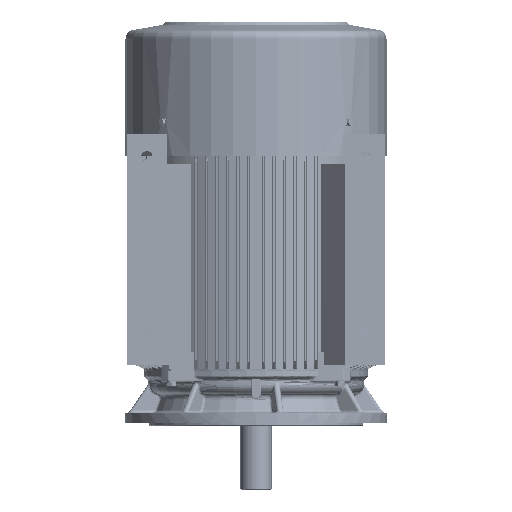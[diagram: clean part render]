
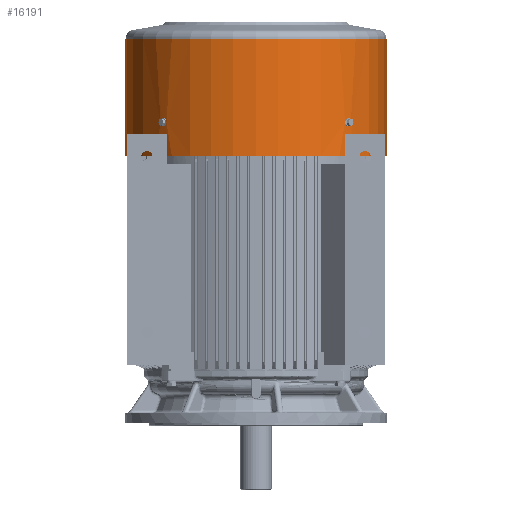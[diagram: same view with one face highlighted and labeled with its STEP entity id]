
A CAD part, left-side view. The second image highlights one B-rep face of the part: STEP entity #16191.
In plain terms, the highlighted cylindrical face has radius 273.5 mm (diameter 547 mm), a partial arc.
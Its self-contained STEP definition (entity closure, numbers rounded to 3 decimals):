
#3217=B_SPLINE_CURVE_WITH_KNOTS('',3,(#342614,#342615,#342616,#342617,#342618,
#342619),.UNSPECIFIED.,.F.,.F.,(4,2,4),(0.,0.5,1.),.UNSPECIFIED.);
#3221=B_SPLINE_CURVE_WITH_KNOTS('',3,(#342652,#342653,#342654,#342655,#342656,
#342657),.UNSPECIFIED.,.F.,.F.,(4,2,4),(0.,0.5,1.),.UNSPECIFIED.);
#3315=B_SPLINE_CURVE_WITH_KNOTS('',3,(#343782,#343783,#343784,#343785,#343786,
#343787,#343788,#343789,#343790,#343791),.UNSPECIFIED.,.F.,.F.,(4,2,2,2,
4),(0.,0.25,0.5,0.75,1.),.UNSPECIFIED.);
#3316=B_SPLINE_CURVE_WITH_KNOTS('',3,(#343795,#343796,#343797,#343798,#343799,
#343800),.UNSPECIFIED.,.F.,.F.,(4,2,4),(0.,0.5,1.),.UNSPECIFIED.);
#3317=B_SPLINE_CURVE_WITH_KNOTS('',3,(#343803,#343804,#343805,#343806,#343807,
#343808,#343809,#343810,#343811,#343812),.UNSPECIFIED.,.F.,.F.,(4,2,2,2,
4),(0.,0.25,0.5,0.75,1.),.UNSPECIFIED.);
#3318=B_SPLINE_CURVE_WITH_KNOTS('',3,(#343816,#343817,#343818,#343819,#343820,
#343821),.UNSPECIFIED.,.F.,.F.,(4,2,4),(0.,0.5,1.),.UNSPECIFIED.);
#10770=FACE_BOUND('',#41963,.T.);
#10771=FACE_BOUND('',#41964,.T.);
#10772=FACE_BOUND('',#41965,.T.);
#16191=ADVANCED_FACE('',(#10770,#10771,#10772),#24103,.T.);
#24103=CYLINDRICAL_SURFACE('',#207662,273.5);
#41963=EDGE_LOOP('',(#101491,#101492,#101493,#101494,#101495));
#41964=EDGE_LOOP('',(#101496,#101497,#101498,#101499,#101500));
#41965=EDGE_LOOP('',(#101501,#101502,#101503,#101504));
#53426=LINE('',#343822,#69937);
#53427=LINE('',#343826,#69938);
#69937=VECTOR('',#237346,1.);
#69938=VECTOR('',#237349,1.);
#101491=ORIENTED_EDGE('',*,*,#170628,.F.);
#101492=ORIENTED_EDGE('',*,*,#170825,.F.);
#101493=ORIENTED_EDGE('',*,*,#170826,.F.);
#101494=ORIENTED_EDGE('',*,*,#170827,.F.);
#101495=ORIENTED_EDGE('',*,*,#170828,.F.);
#101496=ORIENTED_EDGE('',*,*,#170829,.T.);
#101497=ORIENTED_EDGE('',*,*,#170830,.T.);
#101498=ORIENTED_EDGE('',*,*,#170831,.T.);
#101499=ORIENTED_EDGE('',*,*,#170832,.T.);
#101500=ORIENTED_EDGE('',*,*,#170636,.T.);
#101501=ORIENTED_EDGE('',*,*,#170686,.T.);
#101502=ORIENTED_EDGE('',*,*,#170833,.T.);
#101503=ORIENTED_EDGE('',*,*,#170834,.F.);
#101504=ORIENTED_EDGE('',*,*,#170835,.F.);
#148023=VERTEX_POINT('',#342620);
#148024=VERTEX_POINT('',#342621);
#148031=VERTEX_POINT('',#342658);
#148032=VERTEX_POINT('',#342659);
#148065=VERTEX_POINT('',#342759);
#148066=VERTEX_POINT('',#342761);
#148199=VERTEX_POINT('',#343781);
#148200=VERTEX_POINT('',#343792);
#148201=VERTEX_POINT('',#343794);
#148202=VERTEX_POINT('',#343802);
#148203=VERTEX_POINT('',#343813);
#148204=VERTEX_POINT('',#343815);
#148205=VERTEX_POINT('',#343823);
#148206=VERTEX_POINT('',#343825);
#170628=EDGE_CURVE('',#148023,#148024,#3217,.T.);
#170636=EDGE_CURVE('',#148031,#148032,#3221,.T.);
#170686=EDGE_CURVE('',#148066,#148065,#194313,.T.);
#170825=EDGE_CURVE('',#148199,#148023,#194358,.T.);
#170826=EDGE_CURVE('',#148200,#148199,#3315,.T.);
#170827=EDGE_CURVE('',#148201,#148200,#194359,.T.);
#170828=EDGE_CURVE('',#148024,#148201,#3316,.T.);
#170829=EDGE_CURVE('',#148032,#148202,#194360,.T.);
#170830=EDGE_CURVE('',#148202,#148203,#3317,.T.);
#170831=EDGE_CURVE('',#148203,#148204,#194361,.T.);
#170832=EDGE_CURVE('',#148204,#148031,#3318,.T.);
#170833=EDGE_CURVE('',#148065,#148205,#53426,.T.);
#170834=EDGE_CURVE('',#148206,#148205,#194362,.T.);
#170835=EDGE_CURVE('',#148066,#148206,#53427,.T.);
#194313=CIRCLE('',#207608,273.5);
#194358=CIRCLE('',#207657,273.5);
#194359=CIRCLE('',#207658,273.5);
#194360=CIRCLE('',#207659,273.5);
#194361=CIRCLE('',#207660,273.5);
#194362=CIRCLE('',#207661,273.5);
#207608=AXIS2_PLACEMENT_3D('',#342760,#237238,#237239);
#207657=AXIS2_PLACEMENT_3D('',#343780,#237338,#237339);
#207658=AXIS2_PLACEMENT_3D('',#343793,#237340,#237341);
#207659=AXIS2_PLACEMENT_3D('',#343801,#237342,#237343);
#207660=AXIS2_PLACEMENT_3D('',#343814,#237344,#237345);
#207661=AXIS2_PLACEMENT_3D('',#343824,#237347,#237348);
#207662=AXIS2_PLACEMENT_3D('',#343827,#237350,#237351);
#237238=DIRECTION('',(0.,0.,-1.));
#237239=DIRECTION('',(-0.003,-1.,0.));
#237338=DIRECTION('',(0.,0.,1.));
#237339=DIRECTION('',(0.003,1.,0.));
#237340=DIRECTION('',(0.,0.,-1.));
#237341=DIRECTION('',(-0.003,-1.,0.));
#237342=DIRECTION('',(0.,0.,-1.));
#237343=DIRECTION('',(-0.003,-1.,0.));
#237344=DIRECTION('',(0.,0.,1.));
#237345=DIRECTION('',(0.003,1.,0.));
#237346=DIRECTION('',(0.,0.,-1.));
#237347=DIRECTION('',(0.,0.,-1.));
#237348=DIRECTION('',(-0.003,-1.,0.));
#237349=DIRECTION('',(0.,0.,-1.));
#237350=DIRECTION('',(0.,0.,-1.));
#237351=DIRECTION('',(0.003,1.,0.));
#342614=CARTESIAN_POINT('',(9.092,494.087,676.844));
#342615=CARTESIAN_POINT('',(8.169,493.143,676.844));
#342616=CARTESIAN_POINT('',(7.274,492.212,677.386));
#342617=CARTESIAN_POINT('',(6.001,490.875,679.229));
#342618=CARTESIAN_POINT('',(5.629,490.479,680.524));
#342619=CARTESIAN_POINT('',(5.629,490.479,681.844));
#342620=CARTESIAN_POINT('',(9.092,494.087,676.844));
#342621=CARTESIAN_POINT('',(5.629,490.479,681.844));
#342652=CARTESIAN_POINT('',(17.098,103.861,681.844));
#342653=CARTESIAN_POINT('',(17.098,103.861,680.524));
#342654=CARTESIAN_POINT('',(16.703,104.232,679.232));
#342655=CARTESIAN_POINT('',(15.367,105.504,677.388));
#342656=CARTESIAN_POINT('',(14.434,106.401,676.844));
#342657=CARTESIAN_POINT('',(13.489,107.325,676.844));
#342658=CARTESIAN_POINT('',(17.098,103.861,681.844));
#342659=CARTESIAN_POINT('',(13.489,107.325,676.844));
#342759=CARTESIAN_POINT('',(205.563,576.403,858.058));
#342760=CARTESIAN_POINT('',(204.672,302.904,858.058));
#342761=CARTESIAN_POINT('',(203.781,29.406,858.058));
#343780=CARTESIAN_POINT('',(204.672,302.904,676.844));
#343781=CARTESIAN_POINT('',(14.768,499.726,676.844));
#343782=CARTESIAN_POINT('',(14.768,499.726,686.844));
#343783=CARTESIAN_POINT('',(15.718,500.643,686.844));
#343784=CARTESIAN_POINT('',(16.656,501.532,686.303));
#343785=CARTESIAN_POINT('',(18.,502.797,684.458));
#343786=CARTESIAN_POINT('',(18.398,503.165,683.152));
#343787=CARTESIAN_POINT('',(18.399,503.166,680.544));
#343788=CARTESIAN_POINT('',(18.01,502.805,679.245));
#343789=CARTESIAN_POINT('',(16.65,501.527,677.378));
#343790=CARTESIAN_POINT('',(15.718,500.643,676.844));
#343791=CARTESIAN_POINT('',(14.768,499.726,676.844));
#343792=CARTESIAN_POINT('',(14.768,499.726,686.844));
#343793=CARTESIAN_POINT('',(204.672,302.904,686.844));
#343794=CARTESIAN_POINT('',(9.092,494.087,686.844));
#343795=CARTESIAN_POINT('',(5.629,490.479,681.844));
#343796=CARTESIAN_POINT('',(5.629,490.479,683.165));
#343797=CARTESIAN_POINT('',(6.,490.874,684.457));
#343798=CARTESIAN_POINT('',(7.272,492.209,686.301));
#343799=CARTESIAN_POINT('',(8.169,493.143,686.844));
#343800=CARTESIAN_POINT('',(9.092,494.087,686.844));
#343801=CARTESIAN_POINT('',(204.672,302.904,676.844));
#343802=CARTESIAN_POINT('',(7.851,113.,676.844));
#343803=CARTESIAN_POINT('',(7.851,113.,676.844));
#343804=CARTESIAN_POINT('',(6.933,113.951,676.844));
#343805=CARTESIAN_POINT('',(6.044,114.888,677.386));
#343806=CARTESIAN_POINT('',(4.78,116.233,679.231));
#343807=CARTESIAN_POINT('',(4.412,116.63,680.537));
#343808=CARTESIAN_POINT('',(4.411,116.631,683.145));
#343809=CARTESIAN_POINT('',(4.771,116.242,684.444));
#343810=CARTESIAN_POINT('',(6.049,114.883,686.311));
#343811=CARTESIAN_POINT('',(6.933,113.951,686.844));
#343812=CARTESIAN_POINT('',(7.851,113.,686.844));
#343813=CARTESIAN_POINT('',(7.851,113.,686.844));
#343814=CARTESIAN_POINT('',(204.672,302.904,686.844));
#343815=CARTESIAN_POINT('',(13.489,107.325,686.844));
#343816=CARTESIAN_POINT('',(13.489,107.325,686.844));
#343817=CARTESIAN_POINT('',(14.434,106.401,686.844));
#343818=CARTESIAN_POINT('',(15.365,105.507,686.303));
#343819=CARTESIAN_POINT('',(16.701,104.234,684.46));
#343820=CARTESIAN_POINT('',(17.098,103.861,683.165));
#343821=CARTESIAN_POINT('',(17.098,103.861,681.844));
#343822=CARTESIAN_POINT('',(205.563,576.403,898.065));
#343823=CARTESIAN_POINT('',(205.563,576.403,612.844));
#343824=CARTESIAN_POINT('',(204.672,302.904,612.844));
#343825=CARTESIAN_POINT('',(203.781,29.406,612.844));
#343826=CARTESIAN_POINT('',(203.781,29.406,898.065));
#343827=CARTESIAN_POINT('',(204.672,302.904,898.065));
